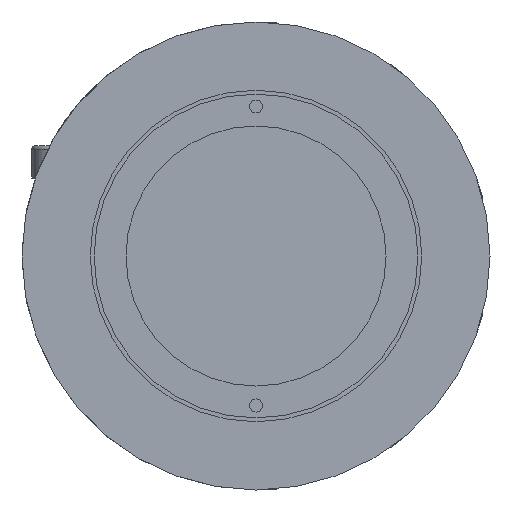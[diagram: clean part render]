
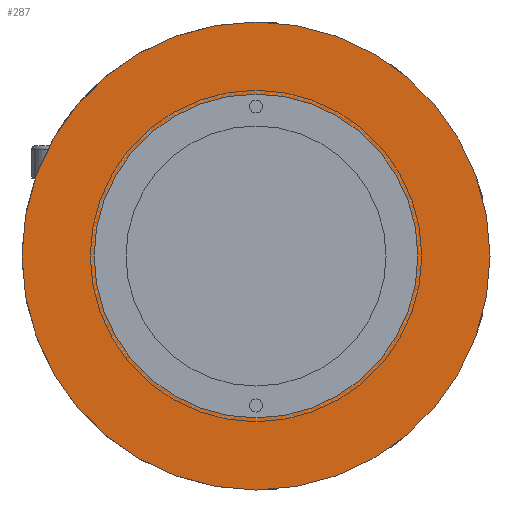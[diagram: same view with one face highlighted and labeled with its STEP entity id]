
A CAD part, left-side view. The second image highlights one B-rep face of the part: STEP entity #287.
In plain terms, the highlighted planar face has unit normal (-1, 0, 0).
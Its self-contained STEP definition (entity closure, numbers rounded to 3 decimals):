
#7 = CIRCLE ( 'NONE', #88, 18. ) ;
#45 = AXIS2_PLACEMENT_3D ( 'NONE', #2546, #1122, #2801 ) ;
#88 = AXIS2_PLACEMENT_3D ( 'NONE', #613, #2263, #839 ) ;
#124 = CARTESIAN_POINT ( 'NONE',  ( 0., 0., 0. ) ) ;
#125 = ORIENTED_EDGE ( 'NONE', *, *, #2866, .F. ) ;
#178 = CARTESIAN_POINT ( 'NONE',  ( 0., 18., 0. ) ) ;
#186 = CARTESIAN_POINT ( 'NONE',  ( 0., 0., 18. ) ) ;
#287 = ADVANCED_FACE ( 'NONE', ( #904, #1816 ), #1540, .F. ) ;
#335 = EDGE_LOOP ( 'NONE', ( #125, #1554 ) ) ;
#348 = DIRECTION ( 'NONE',  ( 0., 0., 1. ) ) ;
#610 = CIRCLE ( 'NONE', #701, 18. ) ;
#613 = CARTESIAN_POINT ( 'NONE',  ( 0., 0., 0. ) ) ;
#701 = AXIS2_PLACEMENT_3D ( 'NONE', #124, #1755, #348 ) ;
#820 = VERTEX_POINT ( 'NONE', #1377 ) ;
#829 = CARTESIAN_POINT ( 'NONE',  ( 0., 0., -18. ) ) ;
#839 = DIRECTION ( 'NONE',  ( 0., 0., 1. ) ) ;
#904 = FACE_BOUND ( 'NONE', #335, .T. ) ;
#1122 = DIRECTION ( 'NONE',  ( -1., 0., 0. ) ) ;
#1165 = ORIENTED_EDGE ( 'NONE', *, *, #2218, .T. ) ;
#1304 = DIRECTION ( 'NONE',  ( -1., 0., 0. ) ) ;
#1361 = AXIS2_PLACEMENT_3D ( 'NONE', #178, #2712, #2038 ) ;
#1377 = CARTESIAN_POINT ( 'NONE',  ( 0., 0., 12.45 ) ) ;
#1451 = ORIENTED_EDGE ( 'NONE', *, *, #2644, .T. ) ;
#1460 = CARTESIAN_POINT ( 'NONE',  ( 0., 0., -12.45 ) ) ;
#1540 = PLANE ( 'NONE',  #1361 ) ;
#1554 = ORIENTED_EDGE ( 'NONE', *, *, #1865, .F. ) ;
#1755 = DIRECTION ( 'NONE',  ( -1., 0., 0. ) ) ;
#1816 = FACE_OUTER_BOUND ( 'NONE', #2755, .T. ) ;
#1865 = EDGE_CURVE ( 'NONE', #2773, #820, #2563, .T. ) ;
#2038 = DIRECTION ( 'NONE',  ( 0., 0., -1. ) ) ;
#2218 = EDGE_CURVE ( 'NONE', #2952, #2870, #7, .T. ) ;
#2263 = DIRECTION ( 'NONE',  ( -1., 0., 0. ) ) ;
#2523 = CIRCLE ( 'NONE', #2986, 12.45 ) ;
#2546 = CARTESIAN_POINT ( 'NONE',  ( 0., 0., 0. ) ) ;
#2563 = CIRCLE ( 'NONE', #45, 12.45 ) ;
#2644 = EDGE_CURVE ( 'NONE', #2870, #2952, #610, .T. ) ;
#2712 = DIRECTION ( 'NONE',  ( 1., 0., 0. ) ) ;
#2733 = CARTESIAN_POINT ( 'NONE',  ( 0., 0., 0. ) ) ;
#2755 = EDGE_LOOP ( 'NONE', ( #1165, #1451 ) ) ;
#2773 = VERTEX_POINT ( 'NONE', #1460 ) ;
#2801 = DIRECTION ( 'NONE',  ( 0., 0., 1. ) ) ;
#2866 = EDGE_CURVE ( 'NONE', #820, #2773, #2523, .T. ) ;
#2870 = VERTEX_POINT ( 'NONE', #829 ) ;
#2952 = VERTEX_POINT ( 'NONE', #186 ) ;
#2983 = DIRECTION ( 'NONE',  ( 0., 0., 1. ) ) ;
#2986 = AXIS2_PLACEMENT_3D ( 'NONE', #2733, #1304, #2983 ) ;
